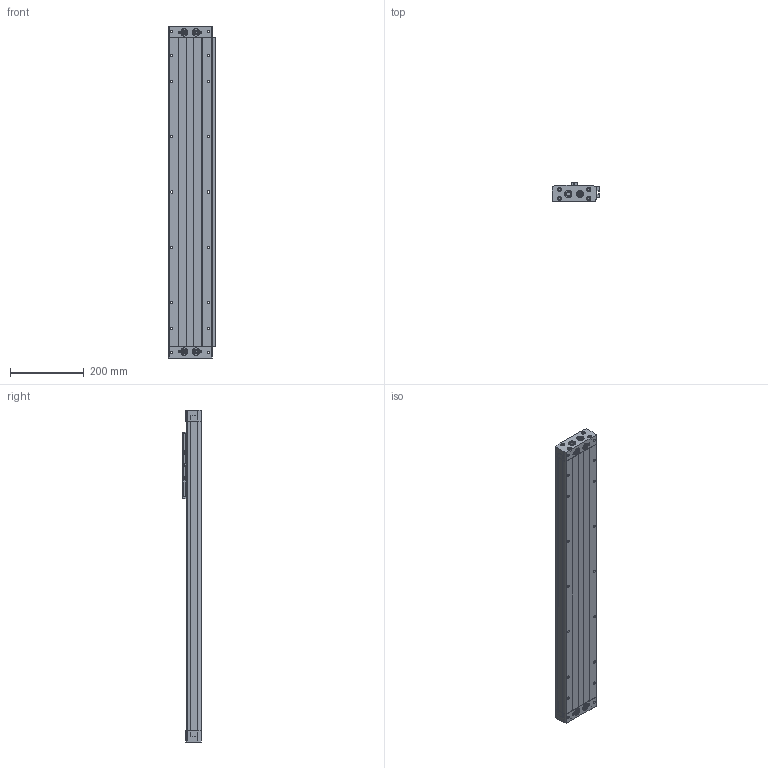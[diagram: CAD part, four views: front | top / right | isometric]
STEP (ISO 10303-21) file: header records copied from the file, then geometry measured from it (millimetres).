
FILE_DESCRIPTION(/* description */ ('STEP AP214'),/* implementation_level */ '2;1');
FILE_NAME(/* name */ '5074744_DLGF-G-40-600-PPSA',/* time_stamp */ '2024-08-20T14:21:53+02:00',/* author */ ('License CC BY-ND 4.0'),/* organization */ ('CADENAS'),/* preprocessor_version */ 'ST-DEVELOPER v19.3',/* originating_system */ 'PARTsolutions',/* authorisation */ ' ');
FILE_SCHEMA (('AUTOMOTIVE_DESIGN {1 0 10303 214 3 1 1}'));
Length unit declared in the file: millimetre
Products named in the file (5): 5074744 DLGF-G-40-600-PPSA---(0); 8063802 DLGF-40-G-600---(G); 4069523 DLGF-40; 8070292 DLGF-32/40; 116516 G1/4
Assembly tree (12 placements, depth 2):
  5074744 DLGF-G-40-600-PPSA---(0)
    8063802 DLGF-40-G-600---(G)
    4069523 DLGF-40
    8070292 DLGF-32/40  x4
    116516 G1/4  x6
Bounding box: 130 x 51.5 x 900 mm (x, y, z)
Volume: 4169544.9 mm3; surface area: 446073.3 mm2
Topology: 12 solids, 12 shells, 866 faces, 2031 edges, 1291 vertices
Faces by surface type: plane 442, cylinder 266, cone 96, torus 62
Full cylindrical faces by diameter (mm): 2.459 x1, 3.242 x1, 4.134 x4, 4.2 x2, 6.6 x4, 6.8 x18, 10 x8, 11 x26, 11.445 x8, 13.157 x18, 15 x8, 20 x8
Entity records: 20618 total; most frequent: DIRECTION 3644, CARTESIAN_POINT 3491, ORIENTED_EDGE 3068, EDGE_CURVE 1534, AXIS2_PLACEMENT_3D 1383, VERTEX_POINT 1116, FACE_BOUND 1088, EDGE_LOOP 1086
